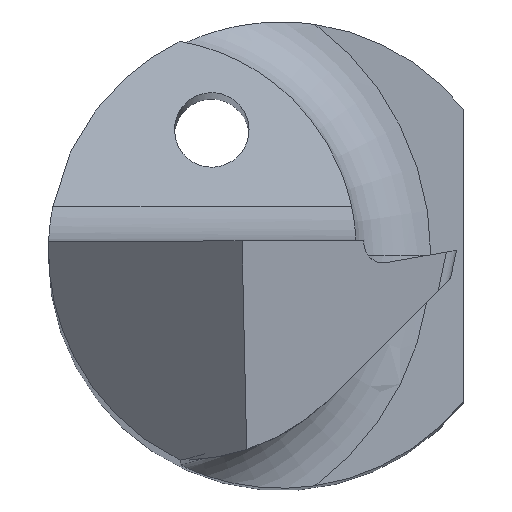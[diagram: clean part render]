
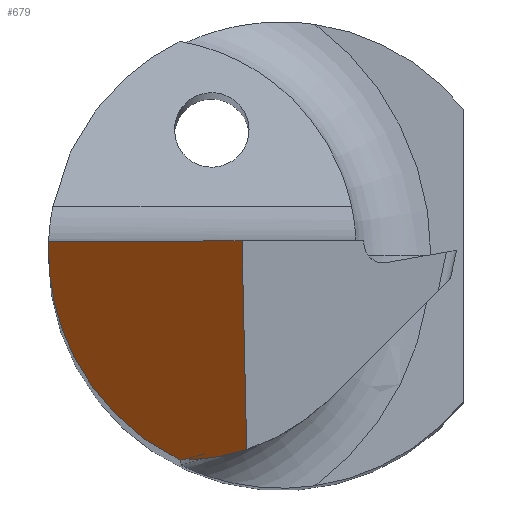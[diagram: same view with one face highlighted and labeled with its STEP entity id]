
A CAD part, top view. The second image highlights one B-rep face of the part: STEP entity #679.
In plain terms, the highlighted planar face has unit normal (-0.706, -0.052, 0.706).
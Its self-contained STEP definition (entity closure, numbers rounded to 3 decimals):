
#32 = DIRECTION ( 'NONE',  ( 0.707, 0., 0.707 ) ) ;
#48 = CARTESIAN_POINT ( 'NONE',  ( -1.09, -2.25, 44.091 ) ) ;
#52 = EDGE_LOOP ( 'NONE', ( #390, #423, #543, #299, #200, #206, #314 ) ) ;
#57 = DIRECTION ( 'NONE',  ( -0.706, -0.052, 0.706 ) ) ;
#61 = CARTESIAN_POINT ( 'NONE',  ( -0.375, -2.137, 44.814 ) ) ;
#67 =( BOUNDED_CURVE ( )  B_SPLINE_CURVE ( 3, ( #545, #921, #404, #847 ),
 .UNSPECIFIED., .F., .T. ) 
 B_SPLINE_CURVE_WITH_KNOTS ( ( 4, 4 ),
 ( 1.67, 1.713 ),
 .UNSPECIFIED. ) 
 CURVE ( )  GEOMETRIC_REPRESENTATION_ITEM ( )  RATIONAL_B_SPLINE_CURVE ( ( 1., 1., 1., 1. ) ) 
 REPRESENTATION_ITEM ( '' )  );
#78 = EDGE_CURVE ( 'NONE', #661, #156, #443, .T. ) ;
#84 = CARTESIAN_POINT ( 'NONE',  ( -2.5, 0., 42.848 ) ) ;
#88 = CARTESIAN_POINT ( 'NONE',  ( -0.423, 0.024, 44.926 ) ) ;
#90 = EDGE_CURVE ( 'NONE', #839, #677, #238, .T. ) ;
#110 = LINE ( 'NONE', #162, #324 ) ;
#116 = DIRECTION ( 'NONE',  ( 0.707, 0., 0.707 ) ) ;
#156 = VERTEX_POINT ( 'NONE', #450 ) ;
#162 = CARTESIAN_POINT ( 'NONE',  ( -1.425, 0.1, 43.93 ) ) ;
#200 = ORIENTED_EDGE ( 'NONE', *, *, #78, .T. ) ;
#206 = ORIENTED_EDGE ( 'NONE', *, *, #499, .F. ) ;
#238 = LINE ( 'NONE', #810, #826 ) ;
#240 = EDGE_CURVE ( 'NONE', #434, #520, #634, .T. ) ;
#241 = CARTESIAN_POINT ( 'NONE',  ( -0.575, -2.202, 44.609 ) ) ;
#242 = DIRECTION ( 'NONE',  ( -0.121, 0.991, -0.048 ) ) ;
#281 = CARTESIAN_POINT ( 'NONE',  ( -2.499, 0.067, 42.853 ) ) ;
#298 = CARTESIAN_POINT ( 'NONE',  ( -1.977, -1.82, 43.236 ) ) ;
#299 = ORIENTED_EDGE ( 'NONE', *, *, #570, .F. ) ;
#314 = ORIENTED_EDGE ( 'NONE', *, *, #777, .F. ) ;
#319 = CARTESIAN_POINT ( 'NONE',  ( -0.375, -2.137, 44.814 ) ) ;
#324 = VECTOR ( 'NONE', #32, 1000. ) ;
#345 = FACE_OUTER_BOUND ( 'NONE', #52, .T. ) ;
#373 = DIRECTION ( 'NONE',  ( -0.022, 0.998, 0.052 ) ) ;
#390 = ORIENTED_EDGE ( 'NONE', *, *, #240, .F. ) ;
#404 = CARTESIAN_POINT ( 'NONE',  ( -1.026, -2.238, 44.155 ) ) ;
#423 = ORIENTED_EDGE ( 'NONE', *, *, #708, .T. ) ;
#432 = CARTESIAN_POINT ( 'NONE',  ( -2.498, 0.1, 42.857 ) ) ;
#434 = VERTEX_POINT ( 'NONE', #48 ) ;
#443 = LINE ( 'NONE', #88, #705 ) ;
#450 = CARTESIAN_POINT ( 'NONE',  ( -0.425, 0.1, 44.93 ) ) ;
#454 = AXIS2_PLACEMENT_3D ( 'NONE', #702, #57, #116 ) ;
#472 = VERTEX_POINT ( 'NONE', #873 ) ;
#490 = CARTESIAN_POINT ( 'NONE',  ( -2.5, 0.033, 42.85 ) ) ;
#499 = EDGE_CURVE ( 'NONE', #472, #156, #110, .T. ) ;
#514 = CARTESIAN_POINT ( 'NONE',  ( -0.993, -2.248, 44.188 ) ) ;
#520 = VERTEX_POINT ( 'NONE', #819 ) ;
#543 = ORIENTED_EDGE ( 'NONE', *, *, #90, .F. ) ;
#545 = CARTESIAN_POINT ( 'NONE',  ( -1.09, -2.25, 44.091 ) ) ;
#569 = CARTESIAN_POINT ( 'NONE',  ( -0.993, -2.248, 44.188 ) ) ;
#570 = EDGE_CURVE ( 'NONE', #661, #839, #855, .T. ) ;
#571 = CARTESIAN_POINT ( 'NONE',  ( -2.5, -0.985, 42.774 ) ) ;
#587 = CARTESIAN_POINT ( 'NONE',  ( -0.782, -2.24, 44.399 ) ) ;
#616 = PLANE ( 'NONE',  #454 ) ;
#629 =( BOUNDED_CURVE ( )  B_SPLINE_CURVE ( 3, ( #84, #490, #281, #432 ),
 .UNSPECIFIED., .F., .T. ) 
 B_SPLINE_CURVE_WITH_KNOTS ( ( 4, 4 ),
 ( 0.074, 0.114 ),
 .UNSPECIFIED. ) 
 CURVE ( )  GEOMETRIC_REPRESENTATION_ITEM ( )  RATIONAL_B_SPLINE_CURVE ( ( 1., 1., 1., 1. ) ) 
 REPRESENTATION_ITEM ( '' )  );
#634 =( BOUNDED_CURVE ( )  B_SPLINE_CURVE ( 3, ( #651, #298, #571, #865 ),
 .UNSPECIFIED., .F., .T. ) 
 B_SPLINE_CURVE_WITH_KNOTS ( ( 4, 4 ),
 ( 5.237, 6.357 ),
 .UNSPECIFIED. ) 
 CURVE ( )  GEOMETRIC_REPRESENTATION_ITEM ( )  RATIONAL_B_SPLINE_CURVE ( ( 1., 0.898, 0.898, 1. ) ) 
 REPRESENTATION_ITEM ( '' )  );
#651 = CARTESIAN_POINT ( 'NONE',  ( -1.09, -2.25, 44.091 ) ) ;
#661 = VERTEX_POINT ( 'NONE', #61 ) ;
#677 = VERTEX_POINT ( 'NONE', #694 ) ;
#679 = ADVANCED_FACE ( 'NONE', ( #345 ), #616, .T. ) ;
#694 = CARTESIAN_POINT ( 'NONE',  ( -0.995, -2.231, 44.187 ) ) ;
#702 = CARTESIAN_POINT ( 'NONE',  ( -1.425, 0.1, 43.93 ) ) ;
#705 = VECTOR ( 'NONE', #373, 1000. ) ;
#708 = EDGE_CURVE ( 'NONE', #434, #677, #67, .T. ) ;
#777 = EDGE_CURVE ( 'NONE', #520, #472, #629, .T. ) ;
#810 = CARTESIAN_POINT ( 'NONE',  ( -1.227, -0.332, 44.096 ) ) ;
#819 = CARTESIAN_POINT ( 'NONE',  ( -2.5, 0., 42.848 ) ) ;
#826 = VECTOR ( 'NONE', #242, 1000. ) ;
#839 = VERTEX_POINT ( 'NONE', #569 ) ;
#847 = CARTESIAN_POINT ( 'NONE',  ( -0.995, -2.231, 44.187 ) ) ;
#855 =( BOUNDED_CURVE ( )  B_SPLINE_CURVE ( 3, ( #319, #241, #587, #514 ),
 .UNSPECIFIED., .F., .F. ) 
 B_SPLINE_CURVE_WITH_KNOTS ( ( 4, 4 ),
 ( 1.329, 1.604 ),
 .UNSPECIFIED. ) 
 CURVE ( )  GEOMETRIC_REPRESENTATION_ITEM ( )  RATIONAL_B_SPLINE_CURVE ( ( 1., 0.994, 0.994, 1. ) ) 
 REPRESENTATION_ITEM ( '' )  );
#865 = CARTESIAN_POINT ( 'NONE',  ( -2.5, 0., 42.848 ) ) ;
#873 = CARTESIAN_POINT ( 'NONE',  ( -2.498, 0.1, 42.857 ) ) ;
#921 = CARTESIAN_POINT ( 'NONE',  ( -1.058, -2.244, 44.123 ) ) ;
